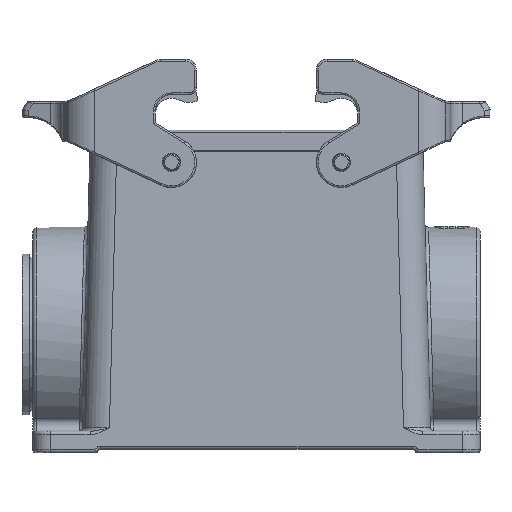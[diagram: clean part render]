
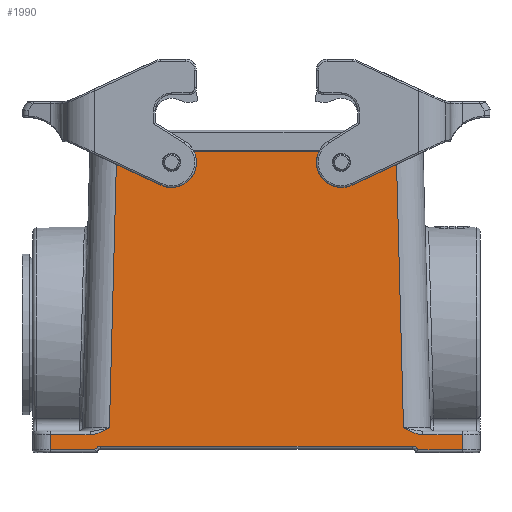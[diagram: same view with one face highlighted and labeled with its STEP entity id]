
A CAD part, front view. The second image highlights one B-rep face of the part: STEP entity #1990.
In plain terms, the highlighted planar face has unit normal (0, -1, 0.027).
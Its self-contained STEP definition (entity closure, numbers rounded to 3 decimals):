
#1827=CARTESIAN_POINT('',(62.5,-41.25,5.7));
#1828=DIRECTION('',(0.0,1.,-0.027));
#1829=DIRECTION('',(0.0,0.027,1.));
#1830=AXIS2_PLACEMENT_3D('',#1827,#1828,#1829);
#1831=PLANE('',#1830);
#1832=CARTESIAN_POINT('',(22.224,-41.25,5.7));
#1833=VERTEX_POINT('',#1832);
#1834=CARTESIAN_POINT('',(-22.224,-41.25,5.7));
#1835=VERTEX_POINT('',#1834);
#1836=CARTESIAN_POINT('',(22.224,-41.25,5.7));
#1837=DIRECTION('',(-1.0,0.0,0.0));
#1838=VECTOR('',#1837,44.449);
#1839=LINE('',#1836,#1838);
#1840=EDGE_CURVE('',#1833,#1835,#1839,.T.);
#1841=ORIENTED_EDGE('',*,*,#1840,.T.);
#1842=CARTESIAN_POINT('',(-25.276,-41.25,5.7));
#1843=VERTEX_POINT('',#1842);
#1844=CARTESIAN_POINT('',(-23.75,-41.334,2.55));
#1845=DIRECTION('',(0.0,1.,-0.027));
#1846=DIRECTION('',(0.0,0.027,1.));
#1847=AXIS2_PLACEMENT_3D('',#1844,#1845,#1846);
#1848=ELLIPSE('',#1847,3.501,3.5);
#1849=EDGE_CURVE('',#1835,#1843,#1848,.T.);
#1850=ORIENTED_EDGE('',*,*,#1849,.T.);
#1851=CARTESIAN_POINT('',(-39.053,-41.25,5.7));
#1852=VERTEX_POINT('',#1851);
#1853=CARTESIAN_POINT('',(-25.276,-41.25,5.7));
#1854=DIRECTION('',(-1.0,0.0,0.0));
#1855=VECTOR('',#1854,13.777);
#1856=LINE('',#1853,#1855);
#1857=EDGE_CURVE('',#1843,#1852,#1856,.T.);
#1858=ORIENTED_EDGE('',*,*,#1857,.T.);
#1859=CARTESIAN_POINT('',(-41.076,-43.314,-71.577));
#1860=VERTEX_POINT('',#1859);
#1861=CARTESIAN_POINT('',(-39.053,-41.25,5.7));
#1862=DIRECTION('',(-0.026,-0.027,-0.999));
#1863=VECTOR('',#1862,77.331);
#1864=LINE('',#1861,#1863);
#1865=EDGE_CURVE('',#1852,#1860,#1864,.T.);
#1866=ORIENTED_EDGE('',*,*,#1865,.T.);
#1867=CARTESIAN_POINT('',(-46.49,-43.366,-73.523));
#1868=VERTEX_POINT('',#1867);
#1869=CARTESIAN_POINT('',(-41.076,-43.314,-71.577));
#1870=CARTESIAN_POINT('',(-41.919,-43.326,-72.044));
#1871=CARTESIAN_POINT('',(-42.779,-43.339,-72.516));
#1872=CARTESIAN_POINT('',(-43.675,-43.349,-72.883));
#1873=CARTESIAN_POINT('',(-44.571,-43.358,-73.25));
#1874=CARTESIAN_POINT('',(-45.513,-43.366,-73.523));
#1875=CARTESIAN_POINT('',(-46.49,-43.366,-73.523));
#1876=B_SPLINE_CURVE_WITH_KNOTS('',3,(#1869,#1870,#1871,#1872,#1873,#1874,#1875),.UNSPECIFIED.,.F.,.U.,(4,3,4),(0.0,0.5,1.0),.UNSPECIFIED.);
#1877=EDGE_CURVE('',#1860,#1868,#1876,.T.);
#1878=ORIENTED_EDGE('',*,*,#1877,.T.);
#1879=CARTESIAN_POINT('',(-57.5,-43.366,-73.523));
#1880=VERTEX_POINT('',#1879);
#1881=CARTESIAN_POINT('',(-46.49,-43.366,-73.523));
#1882=DIRECTION('',(-1.0,0.0,0.0));
#1883=VECTOR('',#1882,11.01);
#1884=LINE('',#1881,#1883);
#1885=EDGE_CURVE('',#1868,#1880,#1884,.T.);
#1886=ORIENTED_EDGE('',*,*,#1885,.T.);
#1887=CARTESIAN_POINT('',(-57.5,-43.478,-77.729));
#1888=VERTEX_POINT('',#1887);
#1889=CARTESIAN_POINT('',(-57.5,-43.366,-73.523));
#1890=DIRECTION('',(0.0,-0.027,-1.));
#1891=VECTOR('',#1890,4.207);
#1892=LINE('',#1889,#1891);
#1893=EDGE_CURVE('',#1880,#1888,#1892,.T.);
#1894=ORIENTED_EDGE('',*,*,#1893,.T.);
#1895=CARTESIAN_POINT('',(-45.112,-43.478,-77.728));
#1896=VERTEX_POINT('',#1895);
#1897=CARTESIAN_POINT('',(-57.5,-43.478,-77.729));
#1898=DIRECTION('',(1.0,0.0,0.0));
#1899=VECTOR('',#1898,12.389);
#1900=LINE('',#1897,#1899);
#1901=EDGE_CURVE('',#1888,#1896,#1900,.T.);
#1902=ORIENTED_EDGE('',*,*,#1901,.T.);
#1903=CARTESIAN_POINT('',(-43.5,-43.451,-76.729));
#1904=VERTEX_POINT('',#1903);
#1905=CARTESIAN_POINT('',(-43.5,-43.499,-78.529));
#1906=DIRECTION('',(0.0,1.,-0.027));
#1907=DIRECTION('',(0.0,0.027,1.));
#1908=AXIS2_PLACEMENT_3D('',#1905,#1906,#1907);
#1909=ELLIPSE('',#1908,1.801,1.8);
#1910=EDGE_CURVE('',#1896,#1904,#1909,.T.);
#1911=ORIENTED_EDGE('',*,*,#1910,.T.);
#1912=CARTESIAN_POINT('',(43.5,-43.451,-76.729));
#1913=VERTEX_POINT('',#1912);
#1914=CARTESIAN_POINT('',(-43.5,-43.451,-76.729));
#1915=DIRECTION('',(1.0,0.0,0.0));
#1916=VECTOR('',#1915,87.);
#1917=LINE('',#1914,#1916);
#1918=EDGE_CURVE('',#1904,#1913,#1917,.T.);
#1919=ORIENTED_EDGE('',*,*,#1918,.T.);
#1920=CARTESIAN_POINT('',(45.112,-43.478,-77.728));
#1921=VERTEX_POINT('',#1920);
#1922=CARTESIAN_POINT('',(43.5,-43.499,-78.529));
#1923=DIRECTION('',(0.0,1.,-0.027));
#1924=DIRECTION('',(0.0,0.027,1.));
#1925=AXIS2_PLACEMENT_3D('',#1922,#1923,#1924);
#1926=ELLIPSE('',#1925,1.801,1.8);
#1927=EDGE_CURVE('',#1913,#1921,#1926,.T.);
#1928=ORIENTED_EDGE('',*,*,#1927,.T.);
#1929=CARTESIAN_POINT('',(57.5,-43.478,-77.729));
#1930=VERTEX_POINT('',#1929);
#1931=CARTESIAN_POINT('',(45.111,-43.478,-77.729));
#1932=DIRECTION('',(1.0,0.0,0.0));
#1933=VECTOR('',#1932,12.389);
#1934=LINE('',#1931,#1933);
#1935=EDGE_CURVE('',#1921,#1930,#1934,.T.);
#1936=ORIENTED_EDGE('',*,*,#1935,.T.);
#1937=CARTESIAN_POINT('',(57.5,-43.366,-73.523));
#1938=VERTEX_POINT('',#1937);
#1939=CARTESIAN_POINT('',(57.5,-43.478,-77.729));
#1940=DIRECTION('',(0.0,0.027,1.));
#1941=VECTOR('',#1940,4.207);
#1942=LINE('',#1939,#1941);
#1943=EDGE_CURVE('',#1930,#1938,#1942,.T.);
#1944=ORIENTED_EDGE('',*,*,#1943,.T.);
#1945=CARTESIAN_POINT('',(46.49,-43.366,-73.523));
#1946=VERTEX_POINT('',#1945);
#1947=CARTESIAN_POINT('',(57.5,-43.366,-73.523));
#1948=DIRECTION('',(-1.0,0.0,0.0));
#1949=VECTOR('',#1948,11.01);
#1950=LINE('',#1947,#1949);
#1951=EDGE_CURVE('',#1938,#1946,#1950,.T.);
#1952=ORIENTED_EDGE('',*,*,#1951,.T.);
#1953=CARTESIAN_POINT('',(41.076,-43.314,-71.577));
#1954=VERTEX_POINT('',#1953);
#1955=CARTESIAN_POINT('',(46.49,-43.366,-73.523));
#1956=CARTESIAN_POINT('',(45.513,-43.366,-73.523));
#1957=CARTESIAN_POINT('',(44.571,-43.358,-73.25));
#1958=CARTESIAN_POINT('',(43.675,-43.349,-72.883));
#1959=CARTESIAN_POINT('',(42.779,-43.339,-72.516));
#1960=CARTESIAN_POINT('',(41.92,-43.326,-72.044));
#1961=CARTESIAN_POINT('',(41.076,-43.314,-71.577));
#1962=B_SPLINE_CURVE_WITH_KNOTS('',3,(#1955,#1956,#1957,#1958,#1959,#1960,#1961),.UNSPECIFIED.,.F.,.U.,(4,3,4),(0.0,0.5,1.0),.UNSPECIFIED.);
#1963=EDGE_CURVE('',#1946,#1954,#1962,.T.);
#1964=ORIENTED_EDGE('',*,*,#1963,.T.);
#1965=CARTESIAN_POINT('',(39.053,-41.25,5.7));
#1966=VERTEX_POINT('',#1965);
#1967=CARTESIAN_POINT('',(41.076,-43.314,-71.577));
#1968=DIRECTION('',(-0.026,0.027,0.999));
#1969=VECTOR('',#1968,77.331);
#1970=LINE('',#1967,#1969);
#1971=EDGE_CURVE('',#1954,#1966,#1970,.T.);
#1972=ORIENTED_EDGE('',*,*,#1971,.T.);
#1973=CARTESIAN_POINT('',(25.276,-41.25,5.7));
#1974=VERTEX_POINT('',#1973);
#1975=CARTESIAN_POINT('',(39.053,-41.25,5.7));
#1976=DIRECTION('',(-1.0,0.0,0.0));
#1977=VECTOR('',#1976,13.777);
#1978=LINE('',#1975,#1977);
#1979=EDGE_CURVE('',#1966,#1974,#1978,.T.);
#1980=ORIENTED_EDGE('',*,*,#1979,.T.);
#1981=CARTESIAN_POINT('',(23.75,-41.334,2.55));
#1982=DIRECTION('',(0.0,1.,-0.027));
#1983=DIRECTION('',(0.0,0.027,1.));
#1984=AXIS2_PLACEMENT_3D('',#1981,#1982,#1983);
#1985=ELLIPSE('',#1984,3.501,3.5);
#1986=EDGE_CURVE('',#1974,#1833,#1985,.T.);
#1987=ORIENTED_EDGE('',*,*,#1986,.T.);
#1988=EDGE_LOOP('',(#1841,#1850,#1858,#1866,#1878,#1886,#1894,#1902,#1911,#1919,#1928,#1936,#1944,#1952,#1964,#1972,#1980,#1987));
#1989=FACE_OUTER_BOUND('',#1988,.T.);
#1990=ADVANCED_FACE('',(#1989),#1831,.F.);
